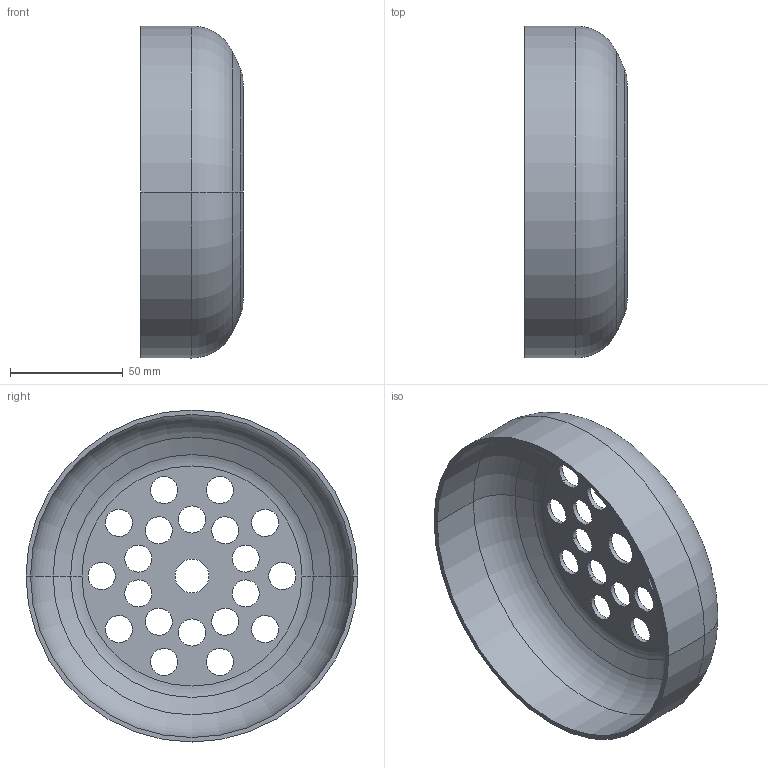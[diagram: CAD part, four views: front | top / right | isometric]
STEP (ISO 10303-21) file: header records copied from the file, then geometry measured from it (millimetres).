
FILE_DESCRIPTION(/* description */ ('VariCAD 2023-2.05 AP-214'),/* implementation_level */ '2;1');
FILE_NAME(/* name */ 'hanning-luefterdeckel.stp',/* time_stamp */ '2023-07-17T11:49:12+01:00',/* author */ (''),/* organization */ (''),/* preprocessor_version */ 'VariCAD 2023-2.05',/* originating_system */ 'VariCAD 2023-2.05; kernel version (20180118)',/* authorisation */ '');
FILE_SCHEMA(('AUTOMOTIVE_DESIGN'));
Length unit declared in the file: millimetre
Products named in the file (2): hanning-luefterdeckel
Assembly tree (1 placements, depth 2):
  hanning-luefterdeckel
    (unnamed)
Bounding box: 45.2 x 147 x 147 mm (x, y, z)
Volume: 58671 mm3; surface area: 61192.7 mm2
Topology: 1 solids, 1 shells, 62 faces, 164 edges, 104 vertices
Faces by surface type: cylinder 46, torus 8, sphere 4, plane 4
Entity records: 2114 total; most frequent: DIRECTION 412, CARTESIAN_POINT 334, ORIENTED_EDGE 328, AXIS2_PLACEMENT_3D 182, EDGE_CURVE 164, CIRCLE 116, EDGE_LOOP 104, VERTEX_POINT 104
